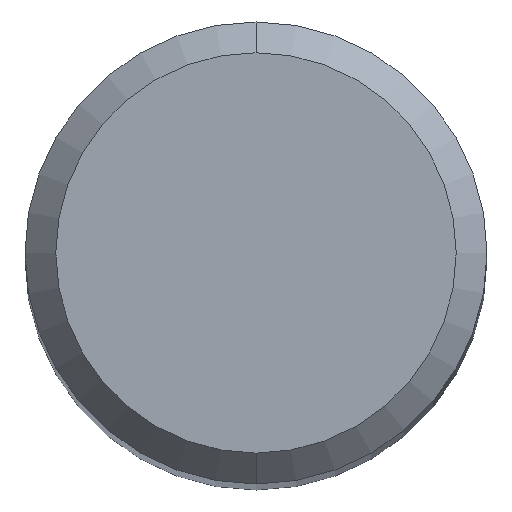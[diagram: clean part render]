
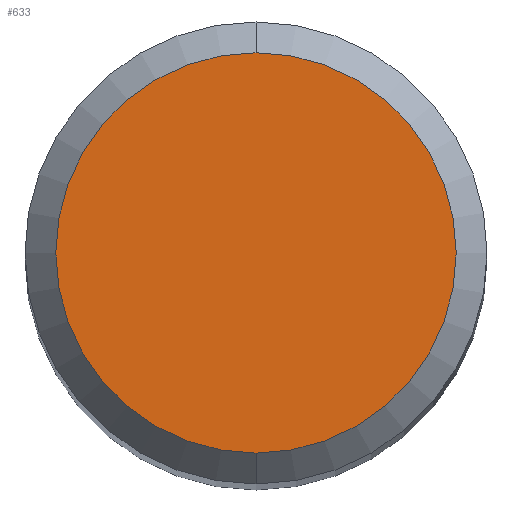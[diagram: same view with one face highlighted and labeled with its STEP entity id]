
A CAD part, top view. The second image highlights one B-rep face of the part: STEP entity #633.
In plain terms, the highlighted planar face has unit normal (0, 0, 1).
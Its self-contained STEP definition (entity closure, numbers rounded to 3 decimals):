
#515=EDGE_CURVE('',#683,#565,#1404,.T.);
#565=VERTEX_POINT('',#1457);
#633=ADVANCED_FACE('',(#1534),#1535,.T.);
#683=VERTEX_POINT('',#1591);
#1243=EDGE_CURVE('',#565,#683,#2200,.T.);
#1404=CIRCLE('',#2541,2.6);
#1457=CARTESIAN_POINT('',(0.0,2.6,0.0));
#1534=FACE_OUTER_BOUND('',#3642,.T.);
#1535=PLANE('',#3643);
#1591=CARTESIAN_POINT('',(0.,-2.6,0.0));
#2200=CIRCLE('',#9249,2.6);
#2541=AXIS2_PLACEMENT_3D('',#10224,#10225,#10226);
#3642=EDGE_LOOP('',(#10393,#10394));
#3643=AXIS2_PLACEMENT_3D('',#10395,#10396,#10397);
#9249=AXIS2_PLACEMENT_3D('',#11118,#11119,#11120);
#10224=CARTESIAN_POINT('',(0.0,0.0,0.0));
#10225=DIRECTION('',(0.0,0.0,-1.0));
#10226=DIRECTION('',(0.0,1.0,0.0));
#10393=ORIENTED_EDGE('',*,*,#1243,.F.);
#10394=ORIENTED_EDGE('',*,*,#515,.F.);
#10395=CARTESIAN_POINT('',(0.0,1.3,0.0));
#10396=DIRECTION('',(-0.0,0.0,1.0));
#10397=DIRECTION('',(0.0,-1.0,0.0));
#11118=CARTESIAN_POINT('',(0.0,0.0,0.0));
#11119=DIRECTION('',(0.0,0.0,-1.0));
#11120=DIRECTION('',(0.0,1.0,0.0));
